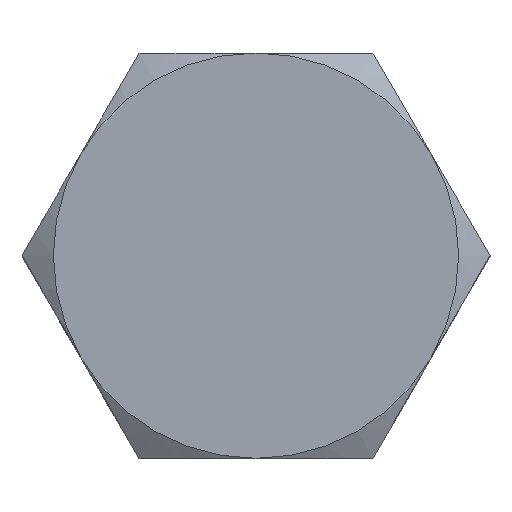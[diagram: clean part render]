
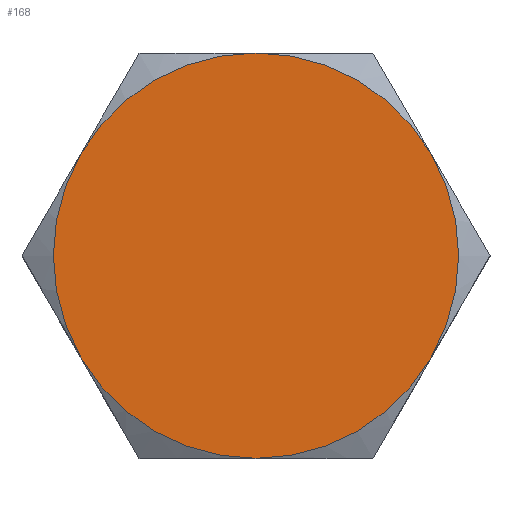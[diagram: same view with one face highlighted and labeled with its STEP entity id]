
A CAD part, top view. The second image highlights one B-rep face of the part: STEP entity #168.
In plain terms, the highlighted planar face has unit normal (0, 0, 1).
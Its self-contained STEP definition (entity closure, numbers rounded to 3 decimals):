
#13 = VERTEX_POINT ( 'NONE', #248 ) ;
#93 = EDGE_CURVE ( 'NONE', #13, #138, #473, .T. ) ;
#94 = ORIENTED_EDGE ( 'NONE', *, *, #173, .T. ) ;
#95 = ORIENTED_EDGE ( 'NONE', *, *, #187, .T. ) ;
#96 = ORIENTED_EDGE ( 'NONE', *, *, #181, .T. ) ;
#104 = EDGE_CURVE ( 'NONE', #124, #13, #462, .T. ) ;
#124 = VERTEX_POINT ( 'NONE', #492 ) ;
#138 = VERTEX_POINT ( 'NONE', #554 ) ;
#166 = EDGE_CURVE ( 'NONE', #203, #124, #752, .T. ) ;
#168 = ADVANCED_FACE ( 'NONE', ( #747 ), #746, .F. ) ;
#169 = EDGE_LOOP ( 'NONE', ( #178, #179, #180, #94, #95, #96 ) ) ;
#173 = EDGE_CURVE ( 'NONE', #138, #215, #740, .T. ) ;
#178 = ORIENTED_EDGE ( 'NONE', *, *, #166, .T. ) ;
#179 = ORIENTED_EDGE ( 'NONE', *, *, #104, .T. ) ;
#180 = ORIENTED_EDGE ( 'NONE', *, *, #93, .T. ) ;
#181 = EDGE_CURVE ( 'NONE', #190, #203, #640, .T. ) ;
#187 = EDGE_CURVE ( 'NONE', #215, #190, #629, .T. ) ;
#190 = VERTEX_POINT ( 'NONE', #623 ) ;
#203 = VERTEX_POINT ( 'NONE', #583 ) ;
#215 = VERTEX_POINT ( 'NONE', #701 ) ;
#248 = CARTESIAN_POINT ( 'NONE',  ( 6.062, 3.5, 6.5 ) ) ;
#458 = DIRECTION ( 'NONE',  ( 0., -1., 0. ) ) ;
#459 = DIRECTION ( 'NONE',  ( 0., 0., 1. ) ) ;
#460 = CARTESIAN_POINT ( 'NONE',  ( 0., 0., 6.5 ) ) ;
#461 = AXIS2_PLACEMENT_3D ( 'NONE', #460, #459, #458 ) ;
#462 = CIRCLE ( 'NONE', #461, 7. ) ;
#469 = DIRECTION ( 'NONE',  ( 0., -1., 0. ) ) ;
#470 = DIRECTION ( 'NONE',  ( 0., 0., 1. ) ) ;
#471 = CARTESIAN_POINT ( 'NONE',  ( 0., 0., 6.5 ) ) ;
#472 = AXIS2_PLACEMENT_3D ( 'NONE', #471, #470, #469 ) ;
#473 = CIRCLE ( 'NONE', #472, 7. ) ;
#492 = CARTESIAN_POINT ( 'NONE',  ( 6.062, -3.5, 6.5 ) ) ;
#554 = CARTESIAN_POINT ( 'NONE',  ( 0., 7., 6.5 ) ) ;
#583 = CARTESIAN_POINT ( 'NONE',  ( 0., -7., 6.5 ) ) ;
#623 = CARTESIAN_POINT ( 'NONE',  ( -6.062, -3.5, 6.5 ) ) ;
#625 = DIRECTION ( 'NONE',  ( 0., -1., 0. ) ) ;
#626 = DIRECTION ( 'NONE',  ( 0., 0., 1. ) ) ;
#627 = CARTESIAN_POINT ( 'NONE',  ( 0., 0., 6.5 ) ) ;
#628 = AXIS2_PLACEMENT_3D ( 'NONE', #627, #626, #625 ) ;
#629 = CIRCLE ( 'NONE', #628, 7. ) ;
#636 = DIRECTION ( 'NONE',  ( 0., -1., 0. ) ) ;
#637 = DIRECTION ( 'NONE',  ( 0., 0., 1. ) ) ;
#638 = CARTESIAN_POINT ( 'NONE',  ( 0., 0., 6.5 ) ) ;
#639 = AXIS2_PLACEMENT_3D ( 'NONE', #638, #637, #636 ) ;
#640 = CIRCLE ( 'NONE', #639, 7. ) ;
#701 = CARTESIAN_POINT ( 'NONE',  ( -6.062, 3.5, 6.5 ) ) ;
#737 = DIRECTION ( 'NONE',  ( 0., -1., 0. ) ) ;
#738 = DIRECTION ( 'NONE',  ( 0., 0., 1. ) ) ;
#739 = AXIS2_PLACEMENT_3D ( 'NONE', #744, #738, #737 ) ;
#740 = CIRCLE ( 'NONE', #739, 7. ) ;
#741 = DIRECTION ( 'NONE',  ( 0., 1., 0. ) ) ;
#742 = DIRECTION ( 'NONE',  ( 0., 0., -1. ) ) ;
#743 = AXIS2_PLACEMENT_3D ( 'NONE', #745, #742, #741 ) ;
#744 = CARTESIAN_POINT ( 'NONE',  ( 0., 0., 6.5 ) ) ;
#745 = CARTESIAN_POINT ( 'NONE',  ( 0., 7., 6.5 ) ) ;
#746 = PLANE ( 'NONE',  #743 ) ;
#747 = FACE_OUTER_BOUND ( 'NONE', #169, .T. ) ;
#748 = DIRECTION ( 'NONE',  ( 0., -1., 0. ) ) ;
#749 = DIRECTION ( 'NONE',  ( 0., 0., 1. ) ) ;
#750 = CARTESIAN_POINT ( 'NONE',  ( 0., 0., 6.5 ) ) ;
#751 = AXIS2_PLACEMENT_3D ( 'NONE', #750, #749, #748 ) ;
#752 = CIRCLE ( 'NONE', #751, 7. ) ;
